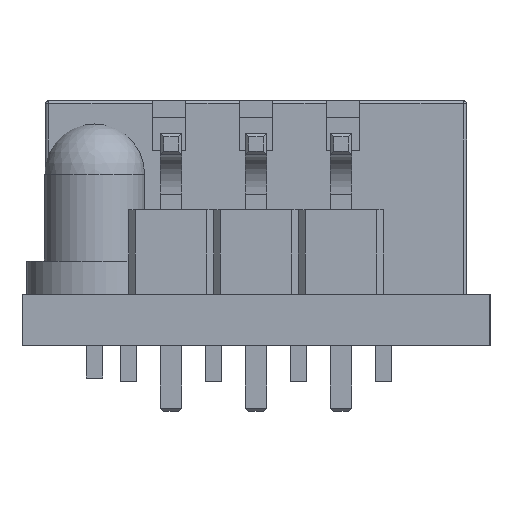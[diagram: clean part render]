
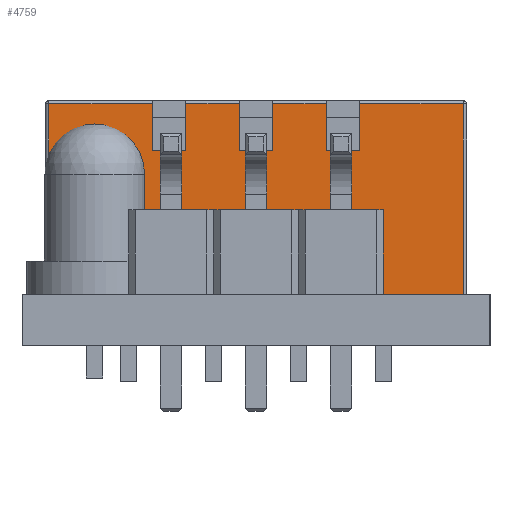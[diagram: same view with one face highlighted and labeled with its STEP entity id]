
A CAD part, left-side view. The second image highlights one B-rep face of the part: STEP entity #4759.
In plain terms, the highlighted face is planar.
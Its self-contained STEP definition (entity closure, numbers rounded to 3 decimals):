
#468=ORIENTED_EDGE('',*,*,#1748,.T.);
#469=ORIENTED_EDGE('',*,*,#1757,.T.);
#470=ORIENTED_EDGE('',*,*,#1758,.T.);
#471=ORIENTED_EDGE('',*,*,#1759,.T.);
#472=ORIENTED_EDGE('',*,*,#1752,.T.);
#473=ORIENTED_EDGE('',*,*,#1760,.T.);
#474=ORIENTED_EDGE('',*,*,#1761,.T.);
#475=ORIENTED_EDGE('',*,*,#1762,.F.);
#476=ORIENTED_EDGE('',*,*,#1754,.T.);
#477=ORIENTED_EDGE('',*,*,#1763,.F.);
#478=ORIENTED_EDGE('',*,*,#1764,.T.);
#479=ORIENTED_EDGE('',*,*,#1765,.T.);
#480=ORIENTED_EDGE('',*,*,#1766,.T.);
#481=ORIENTED_EDGE('',*,*,#1701,.T.);
#482=ORIENTED_EDGE('',*,*,#1767,.T.);
#483=ORIENTED_EDGE('',*,*,#1768,.T.);
#1701=EDGE_CURVE('',#2356,#2358,#2794,.T.);
#1748=EDGE_CURVE('',#2393,#2396,#2835,.T.);
#1752=EDGE_CURVE('',#2397,#2400,#2839,.T.);
#1754=EDGE_CURVE('',#2403,#2401,#2841,.T.);
#1757=EDGE_CURVE('',#2396,#2405,#2844,.T.);
#1758=EDGE_CURVE('',#2405,#2406,#2845,.F.);
#1759=EDGE_CURVE('',#2406,#2397,#2846,.T.);
#1760=EDGE_CURVE('',#2400,#2407,#2847,.T.);
#1761=EDGE_CURVE('',#2407,#2408,#2848,.F.);
#1762=EDGE_CURVE('',#2403,#2408,#2849,.T.);
#1763=EDGE_CURVE('',#2409,#2401,#2850,.T.);
#1764=EDGE_CURVE('',#2409,#2410,#2851,.F.);
#1765=EDGE_CURVE('',#2410,#2411,#2852,.F.);
#1766=EDGE_CURVE('',#2411,#2356,#2853,.T.);
#1767=EDGE_CURVE('',#2358,#2412,#2854,.F.);
#1768=EDGE_CURVE('',#2412,#2393,#2855,.T.);
#2356=VERTEX_POINT('',#6959);
#2358=VERTEX_POINT('',#6963);
#2393=VERTEX_POINT('',#7051);
#2396=VERTEX_POINT('',#7056);
#2397=VERTEX_POINT('',#7060);
#2400=VERTEX_POINT('',#7065);
#2401=VERTEX_POINT('',#7069);
#2403=VERTEX_POINT('',#7072);
#2405=VERTEX_POINT('',#7078);
#2406=VERTEX_POINT('',#7080);
#2407=VERTEX_POINT('',#7083);
#2408=VERTEX_POINT('',#7085);
#2409=VERTEX_POINT('',#7088);
#2410=VERTEX_POINT('',#7090);
#2411=VERTEX_POINT('',#7092);
#2412=VERTEX_POINT('',#7095);
#2794=LINE('',#6964,#3403);
#2835=LINE('',#7057,#3444);
#2839=LINE('',#7066,#3448);
#2841=LINE('',#7071,#3450);
#2844=LINE('',#7077,#3453);
#2845=LINE('',#7079,#3454);
#2846=LINE('',#7081,#3455);
#2847=LINE('',#7082,#3456);
#2848=LINE('',#7084,#3457);
#2849=LINE('',#7086,#3458);
#2850=LINE('',#7087,#3459);
#2851=LINE('',#7089,#3460);
#2852=LINE('',#7091,#3461);
#2853=LINE('',#7093,#3462);
#2854=LINE('',#7094,#3463);
#2855=LINE('',#7096,#3464);
#3403=VECTOR('',#5625,1000.);
#3444=VECTOR('',#5694,1000.);
#3448=VECTOR('',#5700,1000.);
#3450=VECTOR('',#5704,1000.);
#3453=VECTOR('',#5709,1000.);
#3454=VECTOR('',#5710,1000.);
#3455=VECTOR('',#5711,1000.);
#3456=VECTOR('',#5712,1000.);
#3457=VECTOR('',#5713,1000.);
#3458=VECTOR('',#5714,1000.);
#3459=VECTOR('',#5715,1000.);
#3460=VECTOR('',#5716,1000.);
#3461=VECTOR('',#5717,1000.);
#3462=VECTOR('',#5718,1000.);
#3463=VECTOR('',#5719,1000.);
#3464=VECTOR('',#5720,1000.);
#3966=EDGE_LOOP('',(#468,#469,#470,#471,#472,#473,#474,#475,#476,#477,#478,
#479,#480,#481,#482,#483));
#4285=FACE_BOUND('',#3966,.T.);
#4541=PLANE('',#5136);
#4759=ADVANCED_FACE('',(#4285),#4541,.T.);
#5136=AXIS2_PLACEMENT_3D('',#7076,#5707,#5708);
#5625=DIRECTION('',(0.,0.,1.));
#5694=DIRECTION('',(-1.,0.,0.));
#5700=DIRECTION('',(-1.,0.,0.));
#5704=DIRECTION('',(-1.,0.,0.));
#5707=DIRECTION('',(0.,-1.,0.));
#5708=DIRECTION('',(0.,0.,-1.));
#5709=DIRECTION('',(0.,0.,1.));
#5710=DIRECTION('',(1.,0.,0.));
#5711=DIRECTION('',(0.,0.,-1.));
#5712=DIRECTION('',(0.,0.,1.));
#5713=DIRECTION('',(1.,0.,0.));
#5714=DIRECTION('',(0.,0.,1.));
#5715=DIRECTION('',(0.,0.,-1.));
#5716=DIRECTION('',(1.,0.,0.));
#5717=DIRECTION('',(0.,0.,1.));
#5718=DIRECTION('',(1.,0.,0.));
#5719=DIRECTION('',(1.,0.,0.));
#5720=DIRECTION('',(0.,0.,-1.));
#6959=CARTESIAN_POINT('',(6.2,-8.05,-5.8));
#6963=CARTESIAN_POINT('',(6.2,-8.05,-0.1));
#6964=CARTESIAN_POINT('',(6.2,-8.05,-5.8));
#7051=CARTESIAN_POINT('',(3.1,-8.05,-1.5));
#7056=CARTESIAN_POINT('',(2.1,-8.05,-1.5));
#7057=CARTESIAN_POINT('',(-6.3,-8.05,-1.5));
#7060=CARTESIAN_POINT('',(0.5,-8.05,-1.5));
#7065=CARTESIAN_POINT('',(-0.5,-8.05,-1.5));
#7066=CARTESIAN_POINT('',(-6.3,-8.05,-1.5));
#7069=CARTESIAN_POINT('',(-3.1,-8.05,-1.5));
#7071=CARTESIAN_POINT('',(-6.3,-8.05,-1.5));
#7072=CARTESIAN_POINT('',(-2.1,-8.05,-1.5));
#7076=CARTESIAN_POINT('',(-6.3,-8.05,-5.8));
#7077=CARTESIAN_POINT('',(2.1,-8.05,-5.8));
#7078=CARTESIAN_POINT('',(2.1,-8.05,-0.1));
#7079=CARTESIAN_POINT('',(-6.3,-8.05,-0.1));
#7080=CARTESIAN_POINT('',(0.5,-8.05,-0.1));
#7081=CARTESIAN_POINT('',(0.5,-8.05,-5.8));
#7082=CARTESIAN_POINT('',(-0.5,-8.05,-5.8));
#7083=CARTESIAN_POINT('',(-0.5,-8.05,-0.1));
#7084=CARTESIAN_POINT('',(-6.3,-8.05,-0.1));
#7085=CARTESIAN_POINT('',(-2.1,-8.05,-0.1));
#7086=CARTESIAN_POINT('',(-2.1,-8.05,-5.8));
#7087=CARTESIAN_POINT('',(-3.1,-8.05,-5.8));
#7088=CARTESIAN_POINT('',(-3.1,-8.05,-0.1));
#7089=CARTESIAN_POINT('',(-6.3,-8.05,-0.1));
#7090=CARTESIAN_POINT('',(-6.2,-8.05,-0.1));
#7091=CARTESIAN_POINT('',(-6.2,-8.05,-5.8));
#7092=CARTESIAN_POINT('',(-6.2,-8.05,-5.8));
#7093=CARTESIAN_POINT('',(-6.3,-8.05,-5.8));
#7094=CARTESIAN_POINT('',(-6.3,-8.05,-0.1));
#7095=CARTESIAN_POINT('',(3.1,-8.05,-0.1));
#7096=CARTESIAN_POINT('',(3.1,-8.05,-5.8));
